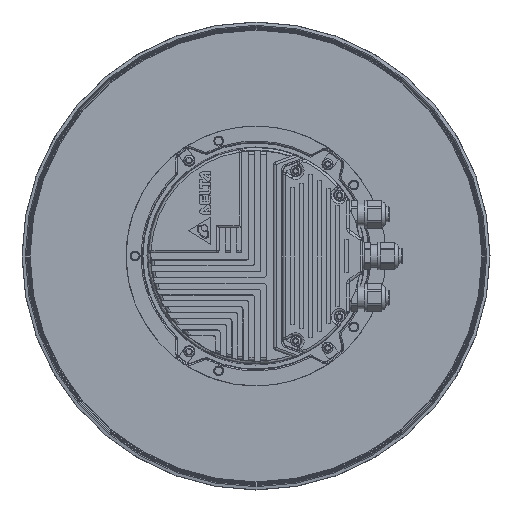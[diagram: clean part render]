
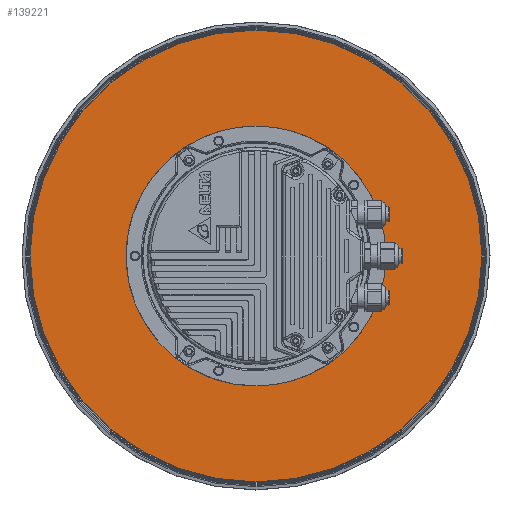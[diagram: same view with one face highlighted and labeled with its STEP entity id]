
A CAD part, front view. The second image highlights one B-rep face of the part: STEP entity #139221.
In plain terms, the highlighted planar face has unit normal (0, -1, 0).
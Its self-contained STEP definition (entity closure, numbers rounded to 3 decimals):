
#136277=CARTESIAN_POINT('',(0.,0.,0.));
#136278=DIRECTION('',(0.,1.,0.));
#136279=DIRECTION('',(-1.,0.,0.));
#136280=AXIS2_PLACEMENT_3D('',#136277,#136278,#136279);
#136282=CARTESIAN_POINT('',(0.,0.,0.));
#136283=DIRECTION('',(0.,1.,0.));
#136284=DIRECTION('',(1.,0.,0.));
#136285=AXIS2_PLACEMENT_3D('',#136282,#136283,#136284);
#136287=CARTESIAN_POINT('',(0.,0.,0.));
#136288=DIRECTION('',(0.,-1.,0.));
#136289=DIRECTION('',(-1.,0.,0.));
#136290=AXIS2_PLACEMENT_3D('',#136287,#136288,#136289);
#136292=CARTESIAN_POINT('',(0.,0.,0.));
#136293=DIRECTION('',(0.,-1.,0.));
#136294=DIRECTION('',(1.,0.,0.));
#136295=AXIS2_PLACEMENT_3D('',#136292,#136293,#136294);
#136297=CARTESIAN_POINT('',(0.,0.,-81.5));
#136298=DIRECTION('',(0.,-1.,0.));
#136299=DIRECTION('',(-1.,0.,0.));
#136300=AXIS2_PLACEMENT_3D('',#136297,#136298,#136299);
#136302=CARTESIAN_POINT('',(0.,0.,-81.5));
#136303=DIRECTION('',(0.,-1.,0.));
#136304=DIRECTION('',(1.,0.,0.));
#136305=AXIS2_PLACEMENT_3D('',#136302,#136303,#136304);
#136307=CARTESIAN_POINT('',(-70.581,0.,-40.75));
#136308=DIRECTION('',(0.,-1.,0.));
#136309=DIRECTION('',(-0.5,0.,0.866));
#136310=AXIS2_PLACEMENT_3D('',#136307,#136308,#136309);
#136312=CARTESIAN_POINT('',(-70.581,0.,-40.75));
#136313=DIRECTION('',(0.,-1.,0.));
#136314=DIRECTION('',(0.5,0.,-0.866));
#136315=AXIS2_PLACEMENT_3D('',#136312,#136313,#136314);
#136317=CARTESIAN_POINT('',(-70.581,0.,40.75));
#136318=DIRECTION('',(0.,-1.,0.));
#136319=DIRECTION('',(0.5,0.,0.866));
#136320=AXIS2_PLACEMENT_3D('',#136317,#136318,#136319);
#136322=CARTESIAN_POINT('',(-70.581,0.,40.75));
#136323=DIRECTION('',(0.,-1.,0.));
#136324=DIRECTION('',(-0.5,0.,-0.866));
#136325=AXIS2_PLACEMENT_3D('',#136322,#136323,#136324);
#136327=CARTESIAN_POINT('',(0.,0.,81.5));
#136328=DIRECTION('',(0.,-1.,0.));
#136329=DIRECTION('',(1.,0.,0.));
#136330=AXIS2_PLACEMENT_3D('',#136327,#136328,#136329);
#136332=CARTESIAN_POINT('',(0.,0.,81.5));
#136333=DIRECTION('',(0.,-1.,0.));
#136334=DIRECTION('',(-1.,0.,0.));
#136335=AXIS2_PLACEMENT_3D('',#136332,#136333,#136334);
#136337=CARTESIAN_POINT('',(70.581,0.,40.75));
#136338=DIRECTION('',(0.,-1.,0.));
#136339=DIRECTION('',(0.5,0.,-0.866));
#136340=AXIS2_PLACEMENT_3D('',#136337,#136338,#136339);
#136342=CARTESIAN_POINT('',(70.581,0.,40.75));
#136343=DIRECTION('',(0.,-1.,0.));
#136344=DIRECTION('',(-0.5,0.,0.866));
#136345=AXIS2_PLACEMENT_3D('',#136342,#136343,#136344);
#136347=CARTESIAN_POINT('',(70.581,0.,-40.75));
#136348=DIRECTION('',(0.,-1.,0.));
#136349=DIRECTION('',(-0.5,0.,-0.866));
#136350=AXIS2_PLACEMENT_3D('',#136347,#136348,#136349);
#136352=CARTESIAN_POINT('',(70.581,0.,-40.75));
#136353=DIRECTION('',(0.,-1.,0.));
#136354=DIRECTION('',(0.5,0.,0.866));
#136355=AXIS2_PLACEMENT_3D('',#136352,#136353,#136354);
#136357=CARTESIAN_POINT('',(-40.75,0.,-70.581));
#136358=DIRECTION('',(0.,-1.,0.));
#136359=DIRECTION('',(-1.,0.,0.));
#136360=AXIS2_PLACEMENT_3D('',#136357,#136358,#136359);
#136362=CARTESIAN_POINT('',(-40.75,0.,-70.581));
#136363=DIRECTION('',(0.,-1.,0.));
#136364=DIRECTION('',(1.,0.,0.));
#136365=AXIS2_PLACEMENT_3D('',#136362,#136363,#136364);
#136367=CARTESIAN_POINT('',(-40.75,0.,70.581));
#136368=DIRECTION('',(0.,-1.,0.));
#136369=DIRECTION('',(0.5,0.,0.866));
#136370=AXIS2_PLACEMENT_3D('',#136367,#136368,#136369);
#136372=CARTESIAN_POINT('',(-40.75,0.,70.581));
#136373=DIRECTION('',(0.,-1.,0.));
#136374=DIRECTION('',(-0.5,0.,-0.866));
#136375=AXIS2_PLACEMENT_3D('',#136372,#136373,#136374);
#136377=CARTESIAN_POINT('',(81.5,0.,0.));
#136378=DIRECTION('',(0.,-1.,0.));
#136379=DIRECTION('',(0.5,0.,-0.866));
#136380=AXIS2_PLACEMENT_3D('',#136377,#136378,#136379);
#136382=CARTESIAN_POINT('',(81.5,0.,0.));
#136383=DIRECTION('',(0.,-1.,0.));
#136384=DIRECTION('',(-0.5,0.,0.866));
#136385=AXIS2_PLACEMENT_3D('',#136382,#136383,#136384);
#138381=CARTESIAN_POINT('',(173.879,0.,0.));
#138382=VERTEX_POINT('',#138381);
#138383=CARTESIAN_POINT('',(-173.879,0.,0.));
#138384=VERTEX_POINT('',#138383);
#138385=CARTESIAN_POINT('',(-75.,0.,0.));
#138386=CARTESIAN_POINT('',(75.,0.,0.));
#138387=VERTEX_POINT('',#138385);
#138388=VERTEX_POINT('',#138386);
#138389=CARTESIAN_POINT('',(-3.25,0.,-81.5));
#138390=CARTESIAN_POINT('',(3.25,0.,-81.5));
#138391=VERTEX_POINT('',#138389);
#138392=VERTEX_POINT('',#138390);
#138393=CARTESIAN_POINT('',(-72.206,0.,
-37.935));
#138394=CARTESIAN_POINT('',(-68.956,0.,
-43.565));
#138395=VERTEX_POINT('',#138393);
#138396=VERTEX_POINT('',#138394);
#138397=CARTESIAN_POINT('',(-68.956,0.,
43.565));
#138398=CARTESIAN_POINT('',(-72.206,0.,
37.935));
#138399=VERTEX_POINT('',#138397);
#138400=VERTEX_POINT('',#138398);
#138401=CARTESIAN_POINT('',(3.25,0.,81.5));
#138402=CARTESIAN_POINT('',(-3.25,0.,81.5));
#138403=VERTEX_POINT('',#138401);
#138404=VERTEX_POINT('',#138402);
#138405=CARTESIAN_POINT('',(72.206,0.,
37.935));
#138406=CARTESIAN_POINT('',(68.956,0.,
43.565));
#138407=VERTEX_POINT('',#138405);
#138408=VERTEX_POINT('',#138406);
#138409=CARTESIAN_POINT('',(68.956,0.,
-43.565));
#138410=CARTESIAN_POINT('',(72.206,0.,
-37.935));
#138411=VERTEX_POINT('',#138409);
#138412=VERTEX_POINT('',#138410);
#138413=CARTESIAN_POINT('',(-43.25,0.,-70.581));
#138414=CARTESIAN_POINT('',(-38.25,0.,-70.581));
#138415=VERTEX_POINT('',#138413);
#138416=VERTEX_POINT('',#138414);
#138417=CARTESIAN_POINT('',(-39.5,0.,72.746));
#138418=CARTESIAN_POINT('',(-42.,0.,68.416));
#138419=VERTEX_POINT('',#138417);
#138420=VERTEX_POINT('',#138418);
#138421=CARTESIAN_POINT('',(82.75,0.,-2.165));
#138422=CARTESIAN_POINT('',(80.25,0.,2.165));
#138423=VERTEX_POINT('',#138421);
#138424=VERTEX_POINT('',#138422);
#139152=CARTESIAN_POINT('',(0.,0.,0.));
#139153=DIRECTION('',(0.,1.,0.));
#139154=DIRECTION('',(1.,0.,0.));
#139155=AXIS2_PLACEMENT_3D('',#139152,#139153,#139154);
#139156=PLANE('',#139155);
#139157=ORIENTED_EDGE('',*,*,#139131,.T.);
#139158=ORIENTED_EDGE('',*,*,#139147,.T.);
#139159=EDGE_LOOP('',(#139157,#139158));
#139160=FACE_OUTER_BOUND('',#139159,.F.);
#139162=ORIENTED_EDGE('',*,*,#139161,.T.);
#139164=ORIENTED_EDGE('',*,*,#139163,.T.);
#139165=EDGE_LOOP('',(#139162,#139164));
#139166=FACE_BOUND('',#139165,.F.);
#139168=ORIENTED_EDGE('',*,*,#139167,.T.);
#139170=ORIENTED_EDGE('',*,*,#139169,.T.);
#139171=EDGE_LOOP('',(#139168,#139170));
#139172=FACE_BOUND('',#139171,.F.);
#139174=ORIENTED_EDGE('',*,*,#139173,.T.);
#139176=ORIENTED_EDGE('',*,*,#139175,.T.);
#139177=EDGE_LOOP('',(#139174,#139176));
#139178=FACE_BOUND('',#139177,.F.);
#139180=ORIENTED_EDGE('',*,*,#139179,.T.);
#139182=ORIENTED_EDGE('',*,*,#139181,.T.);
#139183=EDGE_LOOP('',(#139180,#139182));
#139184=FACE_BOUND('',#139183,.F.);
#139186=ORIENTED_EDGE('',*,*,#139185,.T.);
#139188=ORIENTED_EDGE('',*,*,#139187,.T.);
#139189=EDGE_LOOP('',(#139186,#139188));
#139190=FACE_BOUND('',#139189,.F.);
#139192=ORIENTED_EDGE('',*,*,#139191,.T.);
#139194=ORIENTED_EDGE('',*,*,#139193,.T.);
#139195=EDGE_LOOP('',(#139192,#139194));
#139196=FACE_BOUND('',#139195,.F.);
#139198=ORIENTED_EDGE('',*,*,#139197,.T.);
#139200=ORIENTED_EDGE('',*,*,#139199,.T.);
#139201=EDGE_LOOP('',(#139198,#139200));
#139202=FACE_BOUND('',#139201,.F.);
#139204=ORIENTED_EDGE('',*,*,#139203,.T.);
#139206=ORIENTED_EDGE('',*,*,#139205,.T.);
#139207=EDGE_LOOP('',(#139204,#139206));
#139208=FACE_BOUND('',#139207,.F.);
#139210=ORIENTED_EDGE('',*,*,#139209,.T.);
#139212=ORIENTED_EDGE('',*,*,#139211,.T.);
#139213=EDGE_LOOP('',(#139210,#139212));
#139214=FACE_BOUND('',#139213,.F.);
#139216=ORIENTED_EDGE('',*,*,#139215,.T.);
#139218=ORIENTED_EDGE('',*,*,#139217,.T.);
#139219=EDGE_LOOP('',(#139216,#139218));
#139220=FACE_BOUND('',#139219,.F.);
#139221=ADVANCED_FACE('',(#139160,#139166,#139172,#139178,#139184,#139190,
#139196,#139202,#139208,#139214,#139220),#139156,.F.);
#136281=CIRCLE('',#136280,173.879);
#136286=CIRCLE('',#136285,173.879);
#136291=CIRCLE('',#136290,75.);
#136296=CIRCLE('',#136295,75.);
#136301=CIRCLE('',#136300,3.25);
#136306=CIRCLE('',#136305,3.25);
#136311=CIRCLE('',#136310,3.25);
#136316=CIRCLE('',#136315,3.25);
#136321=CIRCLE('',#136320,3.25);
#136326=CIRCLE('',#136325,3.25);
#136331=CIRCLE('',#136330,3.25);
#136336=CIRCLE('',#136335,3.25);
#136341=CIRCLE('',#136340,3.25);
#136346=CIRCLE('',#136345,3.25);
#136351=CIRCLE('',#136350,3.25);
#136356=CIRCLE('',#136355,3.25);
#136361=CIRCLE('',#136360,2.5);
#136366=CIRCLE('',#136365,2.5);
#136371=CIRCLE('',#136370,2.5);
#136376=CIRCLE('',#136375,2.5);
#136381=CIRCLE('',#136380,2.5);
#136386=CIRCLE('',#136385,2.5);
#139131=EDGE_CURVE('',#138384,#138382,#136281,.T.);
#139147=EDGE_CURVE('',#138382,#138384,#136286,.T.);
#139161=EDGE_CURVE('',#138387,#138388,#136291,.T.);
#139163=EDGE_CURVE('',#138388,#138387,#136296,.T.);
#139167=EDGE_CURVE('',#138391,#138392,#136301,.T.);
#139169=EDGE_CURVE('',#138392,#138391,#136306,.T.);
#139173=EDGE_CURVE('',#138395,#138396,#136311,.T.);
#139175=EDGE_CURVE('',#138396,#138395,#136316,.T.);
#139179=EDGE_CURVE('',#138399,#138400,#136321,.T.);
#139181=EDGE_CURVE('',#138400,#138399,#136326,.T.);
#139185=EDGE_CURVE('',#138403,#138404,#136331,.T.);
#139187=EDGE_CURVE('',#138404,#138403,#136336,.T.);
#139191=EDGE_CURVE('',#138407,#138408,#136341,.T.);
#139193=EDGE_CURVE('',#138408,#138407,#136346,.T.);
#139197=EDGE_CURVE('',#138411,#138412,#136351,.T.);
#139199=EDGE_CURVE('',#138412,#138411,#136356,.T.);
#139203=EDGE_CURVE('',#138415,#138416,#136361,.T.);
#139205=EDGE_CURVE('',#138416,#138415,#136366,.T.);
#139209=EDGE_CURVE('',#138419,#138420,#136371,.T.);
#139211=EDGE_CURVE('',#138420,#138419,#136376,.T.);
#139215=EDGE_CURVE('',#138423,#138424,#136381,.T.);
#139217=EDGE_CURVE('',#138424,#138423,#136386,.T.);
